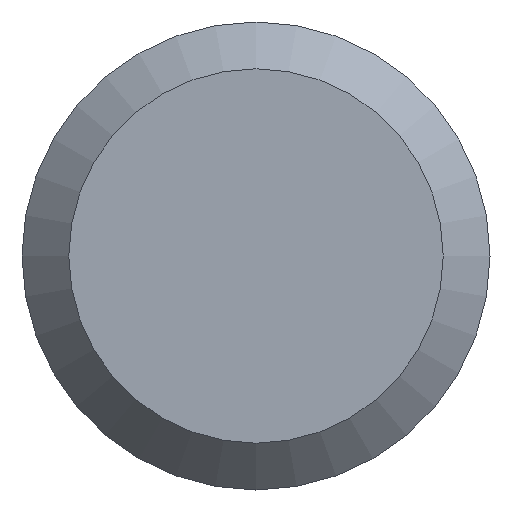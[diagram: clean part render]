
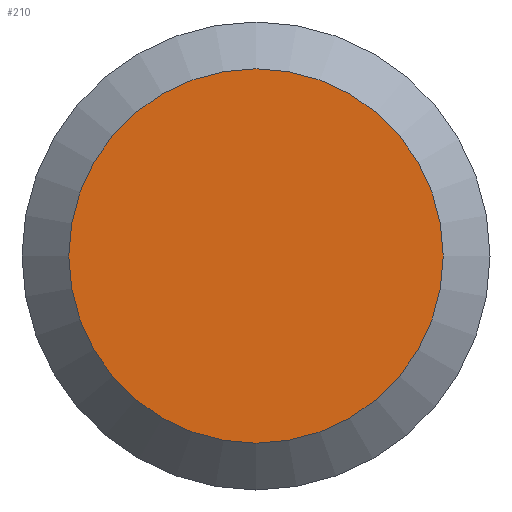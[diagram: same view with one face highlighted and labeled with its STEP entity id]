
A CAD part, left-side view. The second image highlights one B-rep face of the part: STEP entity #210.
In plain terms, the highlighted planar face has unit normal (-1, 0, 0).
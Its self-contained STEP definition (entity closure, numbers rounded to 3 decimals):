
#14 = FACE_OUTER_BOUND ( 'NONE', #24, .T. ) ;
#19 = EDGE_CURVE ( 'NONE', #152, #152, #40, .T. ) ;
#21 = CARTESIAN_POINT ( 'NONE',  ( 0., 0., -3.56 ) ) ;
#24 = EDGE_LOOP ( 'NONE', ( #90 ) ) ;
#26 = DIRECTION ( 'NONE',  ( 0., 0., -1. ) ) ;
#29 = CARTESIAN_POINT ( 'NONE',  ( 0., 0., 0. ) ) ;
#35 = DIRECTION ( 'NONE',  ( 1., 0., 0. ) ) ;
#40 = CIRCLE ( 'NONE', #74, 3.56 ) ;
#57 = DIRECTION ( 'NONE',  ( 0., 0., -1. ) ) ;
#74 = AXIS2_PLACEMENT_3D ( 'NONE', #29, #166, #57 ) ;
#90 = ORIENTED_EDGE ( 'NONE', *, *, #19, .T. ) ;
#106 = CARTESIAN_POINT ( 'NONE',  ( 0., 4.45, 0. ) ) ;
#108 = PLANE ( 'NONE',  #113 ) ;
#113 = AXIS2_PLACEMENT_3D ( 'NONE', #106, #35, #26 ) ;
#152 = VERTEX_POINT ( 'NONE', #21 ) ;
#166 = DIRECTION ( 'NONE',  ( -1., 0., 0. ) ) ;
#210 = ADVANCED_FACE ( 'NONE', ( #14 ), #108, .F. ) ;
